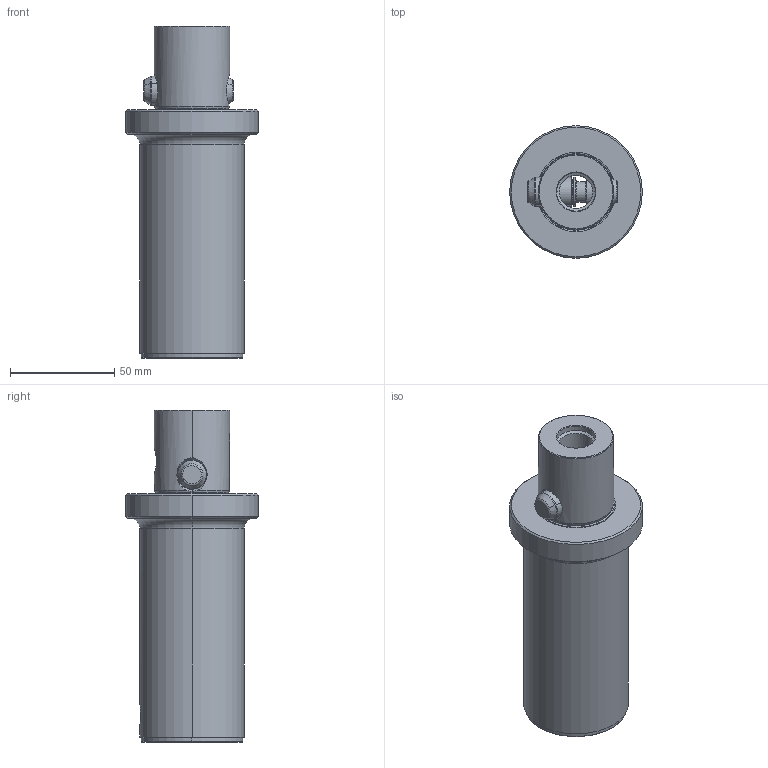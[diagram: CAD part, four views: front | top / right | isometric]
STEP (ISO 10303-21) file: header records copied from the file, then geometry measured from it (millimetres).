
FILE_DESCRIPTION(('no description'),'unknown implementation level');
FILE_NAME('640F87B8-9DCC-4B20-97D7-0EF8F1559865_export.stp',' ',('CIMSOURCE GmbH'),('CADClick - KiM GmbH - www.kimweb.de'),'unknown preprocess','ACIS','unknown authorization');
FILE_SCHEMA(('automotive_design'));
Length unit declared in the file: millimetre
Products named in the file (3): 332.652 Kaiser CKS6 X CKS5 X 160B|332.652 Kaiser CKS6 X CKS5 X 160B_Standard;NONE; 332.652 Kaiser CKS6 X CKS5 X 160B|690.435 Kaiser ETL M10 X 14 CK5_Standard;NONE; 332.652 Kaiser CKS6 X CKS5 X 160B|691.506 Kaiser ETL �14 X 43K_Standard|691.526 Mitnehmerbolzen_Standard;NONE
Bounding box: 63.5 x 63.5 x 159 mm (x, y, z)
Volume: 237481.9 mm3; surface area: 42754.7 mm2
Topology: 3 solids, 3 shells, 157 faces, 348 edges, 198 vertices
Faces by surface type: cone 54, cylinder 44, plane 35, torus 24
Entity records: 9006 total; most frequent: CARTESIAN_POINT 1450, DIRECTION 810, STYLED_ITEM 702, PRESENTATION_STYLE_ASSIGNMENT 702, COLOUR_RGB 702, ORIENTED_EDGE 688, EDGE_CURVE 344, CURVE_STYLE 344
